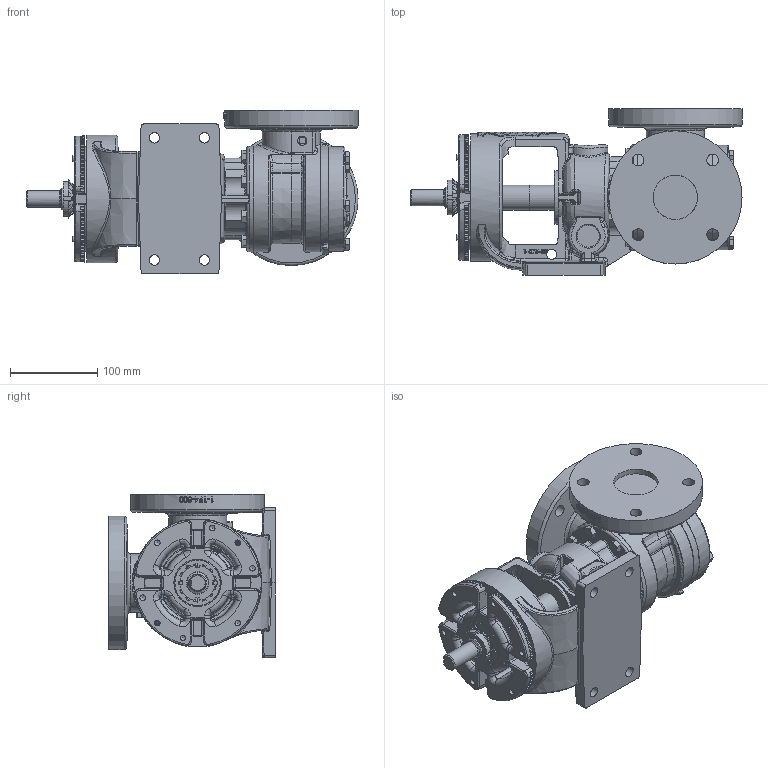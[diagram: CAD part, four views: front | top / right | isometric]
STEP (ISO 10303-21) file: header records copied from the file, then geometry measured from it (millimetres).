
FILE_DESCRIPTION (( 'STEP AP214' ), '1' );
FILE_NAME ('H224A.STEP', '2018-07-31T14:31:48', ( '' ), ( '' ), 'SwSTEP 2.0', 'SolidWorks 2017', '' );
FILE_SCHEMA (( 'AUTOMOTIVE_DESIGN' ));
Length unit declared in the file: inch
Products named in the file (1): H224A
Bounding box: 379.73 x 190.5 x 187.32 mm (x, y, z)
Volume: 4034481.7 mm3; surface area: 363325.7 mm2
Topology: 1 solids, 1 shells, 2041 faces, 5124 edges, 3120 vertices
Faces by surface type: plane 622, cylinder 553, bspline 481, cone 250, torus 79, sphere 56
Full cylindrical faces by diameter (mm): 5.016 x3, 6.35 x10, 6.528 x2, 11.506 x2, 11.906 x4, 12.7 x5, 13.492 x8, 19.037 x1, 24.257 x1, 25.032 x1, 28.556 x2, 29.743 x1, 32.131 x1, 61.227 x1, 114.351 x1, 120.574 x1, 120.65 x3, 146.05 x1, 152.4 x2
Entity records: 139694 total; most frequent: CARTESIAN_POINT 77375, ORIENTED_EDGE 9856, DIRECTION 7810, EDGE_CURVE 4928, AXIS2_PLACEMENT_3D 3214, VERTEX_POINT 3056, EDGE_LOOP 2242, FACE_OUTER_BOUND 2105
